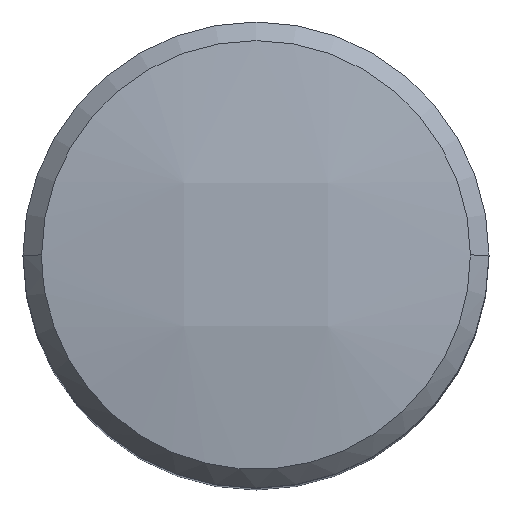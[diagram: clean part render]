
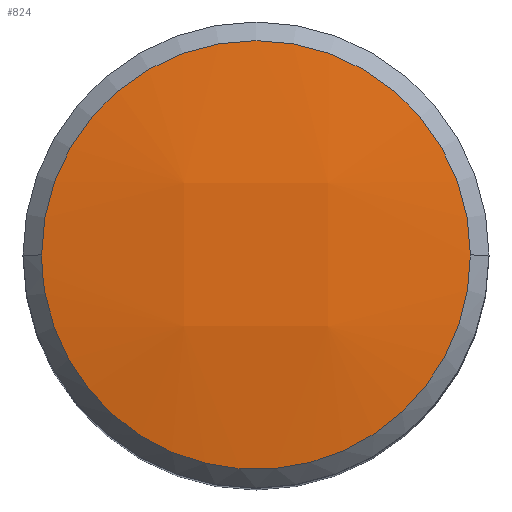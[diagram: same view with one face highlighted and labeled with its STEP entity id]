
A CAD part, top view. The second image highlights one B-rep face of the part: STEP entity #824.
In plain terms, the highlighted free-form (B-spline) face has degree [3, 3] with [4, 4] control points.
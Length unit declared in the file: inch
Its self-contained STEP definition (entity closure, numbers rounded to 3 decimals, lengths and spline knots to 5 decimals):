
#4 = CARTESIAN_POINT ( 'NONE',  ( -0.62727, -0.36314, 3.83027 ) ) ;
#120 = CARTESIAN_POINT ( 'NONE',  ( -0.36224, -0.62778, 3.83027 ) ) ;
#130 = CARTESIAN_POINT ( 'NONE',  ( -0.72441, 0., 3.83027 ) ) ;
#137 = CARTESIAN_POINT ( 'NONE',  ( 0.52879, -0.49569, 3.83027 ) ) ;
#148 = CARTESIAN_POINT ( 'NONE',  ( -0.09461, -0.7186, 3.83027 ) ) ;
#162 = CARTESIAN_POINT ( 'NONE',  ( -0.733, -0.24488, 3.85142 ) ) ;
#176 = ORIENTED_EDGE ( 'NONE', *, *, #1527, .F. ) ;
#270 = CARTESIAN_POINT ( 'NONE',  ( -0.72441, -0.02392, 3.83027 ) ) ;
#287 = CARTESIAN_POINT ( 'NONE',  ( -0.47736, -0.5454, 3.83027 ) ) ;
#294 = CARTESIAN_POINT ( 'NONE',  ( -0.04711, -0.72327, 3.83027 ) ) ;
#310 = CARTESIAN_POINT ( 'NONE',  ( 0.24716, 0.73971, 3.8508 ) ) ;
#323 = CARTESIAN_POINT ( 'NONE',  ( 0.24716, 0.24887, 3.94323 ) ) ;
#335 = B_SPLINE_CURVE_WITH_KNOTS ( 'NONE', 3,
 ( #1584, #1433, #1148, #856, #433, #576, #1587, #1872, #860, #1017, #1298, #549, #137, #1596, #986, #1728, #1288, #702, #1862, #1875, #440, #1572, #716, #1150, #294, #148, #1720, #994, #1135, #852, #1443, #120, #1003, #428, #287, #1304, #1157, #1734, #864, #4, #567, #1167, #845, #557, #420, #1008, #707, #270, #130 ),
 .UNSPECIFIED., .F., .F.,
 ( 4, 2, 2, 2, 2, 2, 2, 2, 2, 2, 2, 2, 2, 2, 2, 2, 1, 2, 2, 2, 2, 2, 2, 2, 4 ),
 ( 0., 0.0036, 0.00541, 0.00721, 0.01081, 0.01261, 0.01441, 0.01802, 0.02162, 0.02342, 0.02522, 0.02883, 0.03063, 0.03243, 0.03603, 0.03784, 0.03964, 0.04144, 0.04324, 0.04684, 0.04865, 0.05045, 0.05405, 0.05585, 0.05765 ),
 .UNSPECIFIED. ) ;
#420 = CARTESIAN_POINT ( 'NONE',  ( -0.71496, -0.11898, 3.83027 ) ) ;
#428 = CARTESIAN_POINT ( 'NONE',  ( -0.4407, -0.57542, 3.83027 ) ) ;
#431 = ORIENTED_EDGE ( 'NONE', *, *, #1374, .F. ) ;
#433 = CARTESIAN_POINT ( 'NONE',  ( 0.70009, -0.18764, 3.83027 ) ) ;
#440 = CARTESIAN_POINT ( 'NONE',  ( 0.16451, -0.70588, 3.83027 ) ) ;
#480 = CARTESIAN_POINT ( 'NONE',  ( 0.733, -0.72449, 3.76089 ) ) ;
#507 = CIRCLE ( 'NONE', #1784, 0.72441 ) ;
#523 = DIRECTION ( 'NONE',  ( 0., 1., 0. ) ) ;
#549 = CARTESIAN_POINT ( 'NONE',  ( 0.54468, -0.47818, 3.83027 ) ) ;
#557 = CARTESIAN_POINT ( 'NONE',  ( -0.70099, -0.18877, 3.83027 ) ) ;
#567 = CARTESIAN_POINT ( 'NONE',  ( -0.64981, -0.32108, 3.83027 ) ) ;
#576 = CARTESIAN_POINT ( 'NONE',  ( 0.68621, -0.23335, 3.83027 ) ) ;
#585 = CARTESIAN_POINT ( 'NONE',  ( 0.24716, -0.7414, 3.85048 ) ) ;
#596 = CARTESIAN_POINT ( 'NONE',  ( 0.733, 0.24319, 3.85152 ) ) ;
#643 = EDGE_LOOP ( 'NONE', ( #176, #431 ) ) ;
#683 = DIRECTION ( 'NONE',  ( 0., 0., -1. ) ) ;
#702 = CARTESIAN_POINT ( 'NONE',  ( 0.25557, -0.67824, 3.83027 ) ) ;
#707 = CARTESIAN_POINT ( 'NONE',  ( -0.72323, -0.04776, 3.83027 ) ) ;
#716 = CARTESIAN_POINT ( 'NONE',  ( 0.04775, -0.72438, 3.83027 ) ) ;
#729 = CARTESIAN_POINT ( 'NONE',  ( 0.24716, -0.2506, 3.94312 ) ) ;
#824 = ADVANCED_FACE ( 'NONE', ( #1302 ), #1628, .T. ) ;
#845 = CARTESIAN_POINT ( 'NONE',  ( -0.68725, -0.23389, 3.83027 ) ) ;
#852 = CARTESIAN_POINT ( 'NONE',  ( -0.29877, -0.66036, 3.83027 ) ) ;
#856 = CARTESIAN_POINT ( 'NONE',  ( 0.70586, -0.1646, 3.83027 ) ) ;
#860 = CARTESIAN_POINT ( 'NONE',  ( 0.62872, -0.36294, 3.83027 ) ) ;
#864 = CARTESIAN_POINT ( 'NONE',  ( -0.61505, -0.38345, 3.83027 ) ) ;
#883 = CARTESIAN_POINT ( 'NONE',  ( 0.733, -0.24488, 3.85142 ) ) ;
#893 = CARTESIAN_POINT ( 'NONE',  ( -0.24716, -0.7414, 3.85048 ) ) ;
#904 = CARTESIAN_POINT ( 'NONE',  ( -0.733, 0.24319, 3.85152 ) ) ;
#986 = CARTESIAN_POINT ( 'NONE',  ( 0.44219, -0.57578, 3.83027 ) ) ;
#994 = CARTESIAN_POINT ( 'NONE',  ( -0.18755, -0.7013, 3.83027 ) ) ;
#1003 = CARTESIAN_POINT ( 'NONE',  ( -0.40275, -0.60351, 3.83027 ) ) ;
#1008 = CARTESIAN_POINT ( 'NONE',  ( -0.71851, -0.09528, 3.83027 ) ) ;
#1017 = CARTESIAN_POINT ( 'NONE',  ( 0.58916, -0.42216, 3.83027 ) ) ;
#1032 = CARTESIAN_POINT ( 'NONE',  ( -0.24716, 0.24887, 3.94323 ) ) ;
#1044 = CARTESIAN_POINT ( 'NONE',  ( -0.24716, 0.73971, 3.8508 ) ) ;
#1078 = CARTESIAN_POINT ( 'NONE',  ( 0.72441, 0., 3.83027 ) ) ;
#1124 = VERTEX_POINT ( 'NONE', #1078 ) ;
#1135 = CARTESIAN_POINT ( 'NONE',  ( -0.23274, -0.68765, 3.83027 ) ) ;
#1148 = CARTESIAN_POINT ( 'NONE',  ( 0.71972, -0.09496, 3.83027 ) ) ;
#1150 = CARTESIAN_POINT ( 'NONE',  ( -0.02325, -0.72442, 3.83027 ) ) ;
#1157 = CARTESIAN_POINT ( 'NONE',  ( -0.54569, -0.47881, 3.83027 ) ) ;
#1167 = CARTESIAN_POINT ( 'NONE',  ( -0.66003, -0.29948, 3.83027 ) ) ;
#1172 = CARTESIAN_POINT ( 'NONE',  ( -0.733, -0.72449, 3.76089 ) ) ;
#1196 = CARTESIAN_POINT ( 'NONE',  ( -0.24716, -0.2506, 3.94312 ) ) ;
#1242 = CARTESIAN_POINT ( 'NONE',  ( -0.72441, 0., 3.83027 ) ) ;
#1288 = CARTESIAN_POINT ( 'NONE',  ( 0.32095, -0.65114, 3.83027 ) ) ;
#1298 = CARTESIAN_POINT ( 'NONE',  ( 0.57485, -0.44145, 3.83027 ) ) ;
#1302 = FACE_OUTER_BOUND ( 'NONE', #643, .T. ) ;
#1304 = CARTESIAN_POINT ( 'NONE',  ( -0.49513, -0.52932, 3.83027 ) ) ;
#1374 = EDGE_CURVE ( 'NONE', #1749, #1124, #507, .T. ) ;
#1433 = CARTESIAN_POINT ( 'NONE',  ( 0.72441, -0.04784, 3.83027 ) ) ;
#1443 = CARTESIAN_POINT ( 'NONE',  ( -0.32044, -0.65011, 3.83027 ) ) ;
#1486 = CARTESIAN_POINT ( 'NONE',  ( 0.733, 0.72283, 3.7612 ) ) ;
#1527 = EDGE_CURVE ( 'NONE', #1124, #1749, #335, .T. ) ;
#1572 = CARTESIAN_POINT ( 'NONE',  ( 0.09469, -0.71976, 3.83027 ) ) ;
#1584 = CARTESIAN_POINT ( 'NONE',  ( 0.72441, 0., 3.83027 ) ) ;
#1587 = CARTESIAN_POINT ( 'NONE',  ( 0.67816, -0.25579, 3.83027 ) ) ;
#1596 = CARTESIAN_POINT ( 'NONE',  ( 0.47874, -0.54571, 3.83027 ) ) ;
#1628 =( BOUNDED_SURFACE ( )  B_SPLINE_SURFACE ( 3, 3, ( 
 ( #1172, #162, #904, #1633 ),
 ( #893, #1196, #1032, #1044 ),
 ( #585, #729, #323, #310 ),
 ( #480, #883, #596, #1486 ) ),
 .UNSPECIFIED., .F., .F., .T. ) 
 B_SPLINE_SURFACE_WITH_KNOTS ( ( 4, 4 ),
 ( 4, 4 ),
 ( 0., 1. ),
 ( 0., 1. ),
 .UNSPECIFIED. ) 
 GEOMETRIC_REPRESENTATION_ITEM ( )  RATIONAL_B_SPLINE_SURFACE ( (
 ( 1., 0.988, 0.988, 1.),
 ( 0.989, 0.977, 0.977, 0.989),
 ( 0.989, 0.977, 0.977, 0.989),
 ( 1., 0.988, 0.988, 1.) ) ) 
 REPRESENTATION_ITEM ( '' )  SURFACE ( )  );
#1633 = CARTESIAN_POINT ( 'NONE',  ( -0.733, 0.72283, 3.7612 ) ) ;
#1720 = CARTESIAN_POINT ( 'NONE',  ( -0.11806, -0.71511, 3.83027 ) ) ;
#1728 = CARTESIAN_POINT ( 'NONE',  ( 0.36266, -0.62891, 3.83027 ) ) ;
#1734 = CARTESIAN_POINT ( 'NONE',  ( -0.57563, -0.44232, 3.83027 ) ) ;
#1749 = VERTEX_POINT ( 'NONE', #1242 ) ;
#1784 = AXIS2_PLACEMENT_3D ( 'NONE', #1846, #683, #523 ) ;
#1846 = CARTESIAN_POINT ( 'NONE',  ( 0., 0., 3.83027 ) ) ;
#1862 = CARTESIAN_POINT ( 'NONE',  ( 0.2333, -0.68623, 3.83027 ) ) ;
#1872 = CARTESIAN_POINT ( 'NONE',  ( 0.65096, -0.32134, 3.83027 ) ) ;
#1875 = CARTESIAN_POINT ( 'NONE',  ( 0.1878, -0.70005, 3.83027 ) ) ;
